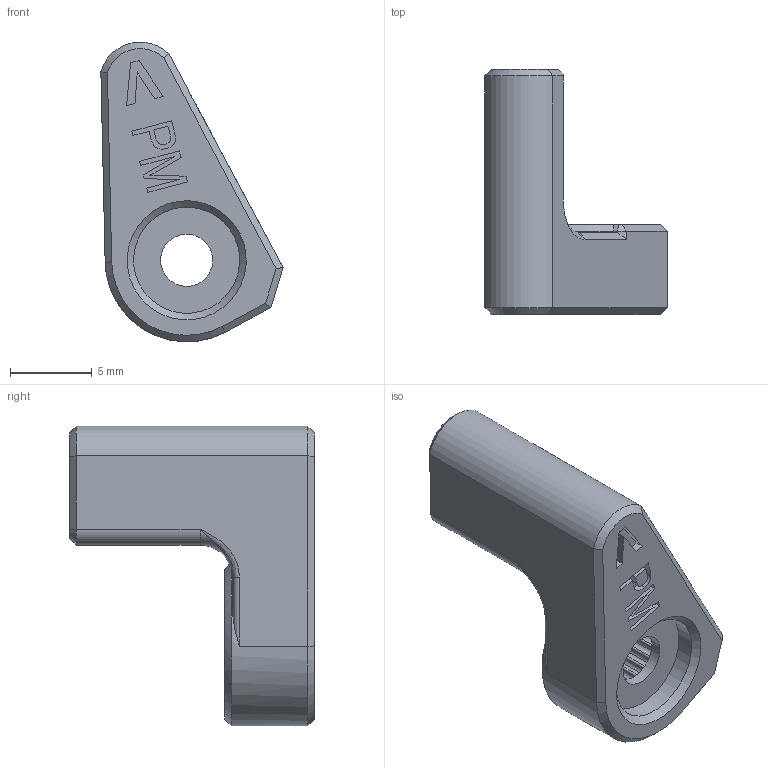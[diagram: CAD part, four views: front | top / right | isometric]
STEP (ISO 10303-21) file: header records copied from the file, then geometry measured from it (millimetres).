
FILE_DESCRIPTION (( 'STEP AP214' ), '1' );
FILE_NAME ('Servo Arm ProModeler.STEP', '2024-02-26T23:44:14', ( '' ), ( '' ), 'SwSTEP 2.0', 'SolidWorks 2024', '' );
FILE_SCHEMA (( 'AUTOMOTIVE_DESIGN' ));
Length unit declared in the file: millimetre
Products named in the file (1): Servo Arm ProModeler
Bounding box: 11.17 x 15 x 18.37 mm (x, y, z)
Volume: 823.5 mm3; surface area: 816 mm2
Topology: 1 solids, 1 shells, 138 faces, 371 edges, 240 vertices
Faces by surface type: cylinder 62, plane 60, bspline 9, cone 6, torus 1
Full cylindrical faces by diameter (mm): 3.2 x1, 6.5 x1
Entity records: 4774 total; most frequent: CARTESIAN_POINT 1277, ORIENTED_EDGE 730, DIRECTION 729, EDGE_CURVE 365, AXIS2_PLACEMENT_3D 259, VERTEX_POINT 238, LINE 211, VECTOR 211
